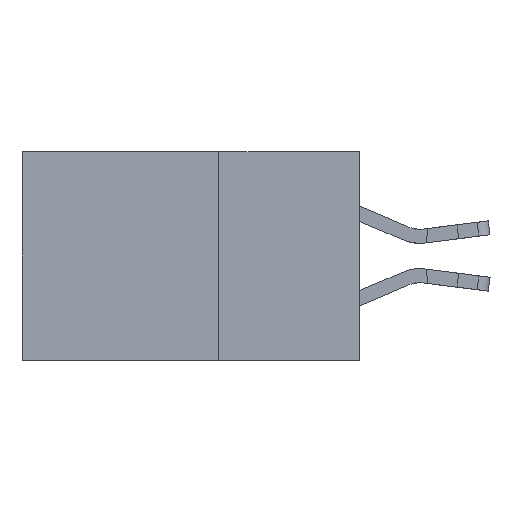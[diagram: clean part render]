
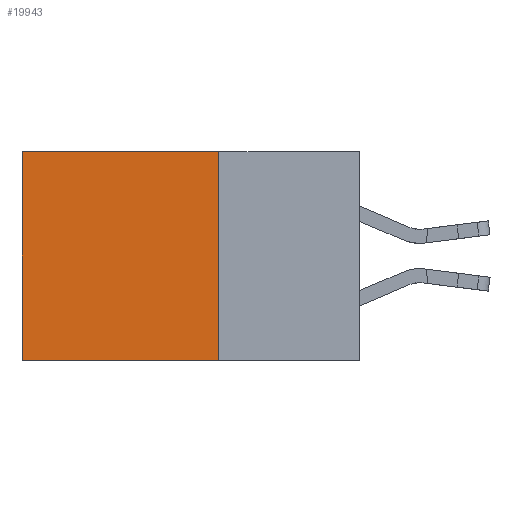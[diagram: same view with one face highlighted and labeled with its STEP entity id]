
A CAD part, left-side view. The second image highlights one B-rep face of the part: STEP entity #19943.
In plain terms, the highlighted planar face has unit normal (-1, 0, 0).
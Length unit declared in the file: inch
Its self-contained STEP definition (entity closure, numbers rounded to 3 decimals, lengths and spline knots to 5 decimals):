
#54 = DIRECTION ( 'NONE',  ( 1., 0., 0. ) ) ;
#634 = DIRECTION ( 'NONE',  ( 0., 1., 0. ) ) ;
#1696 = VECTOR ( 'NONE', #17755, 39.37008 ) ;
#1832 = ORIENTED_EDGE ( 'NONE', *, *, #11864, .F. ) ;
#2231 = VERTEX_POINT ( 'NONE', #28564 ) ;
#3643 = ORIENTED_EDGE ( 'NONE', *, *, #20639, .T. ) ;
#4633 = DIRECTION ( 'NONE',  ( 0., 1., 0. ) ) ;
#5830 = ORIENTED_EDGE ( 'NONE', *, *, #34980, .F. ) ;
#8734 = CARTESIAN_POINT ( 'NONE',  ( 0.2875, 0.25, -0.37 ) ) ;
#9151 = VERTEX_POINT ( 'NONE', #27930 ) ;
#10031 = LINE ( 'NONE', #15911, #12225 ) ;
#11032 = VECTOR ( 'NONE', #4633, 39.37008 ) ;
#11357 = LINE ( 'NONE', #28721, #1696 ) ;
#11864 = EDGE_CURVE ( 'NONE', #17264, #12229, #10031, .T. ) ;
#11993 = AXIS2_PLACEMENT_3D ( 'NONE', #27737, #54, #19738 ) ;
#12225 = VECTOR ( 'NONE', #12944, 39.37008 ) ;
#12229 = VERTEX_POINT ( 'NONE', #8734 ) ;
#12944 = DIRECTION ( 'NONE',  ( 0., 0., -1. ) ) ;
#15911 = CARTESIAN_POINT ( 'NONE',  ( 0.2875, 0.25, 0. ) ) ;
#16578 = VECTOR ( 'NONE', #634, 39.37008 ) ;
#17264 = VERTEX_POINT ( 'NONE', #28254 ) ;
#17755 = DIRECTION ( 'NONE',  ( 0., 0., -1. ) ) ;
#18331 = ORIENTED_EDGE ( 'NONE', *, *, #28072, .T. ) ;
#19738 = DIRECTION ( 'NONE',  ( 0., 0., -1. ) ) ;
#19943 = ADVANCED_FACE ( 'NONE', ( #23254 ), #28016, .F. ) ;
#20639 = EDGE_CURVE ( 'NONE', #9151, #2231, #11357, .T. ) ;
#22896 = LINE ( 'NONE', #27002, #11032 ) ;
#23254 = FACE_OUTER_BOUND ( 'NONE', #24077, .T. ) ;
#24040 = LINE ( 'NONE', #31554, #16578 ) ;
#24077 = EDGE_LOOP ( 'NONE', ( #3643, #5830, #1832, #18331 ) ) ;
#27002 = CARTESIAN_POINT ( 'NONE',  ( 0.2875, 0.25, 0. ) ) ;
#27737 = CARTESIAN_POINT ( 'NONE',  ( 0.2875, 0.25, 0. ) ) ;
#27930 = CARTESIAN_POINT ( 'NONE',  ( 0.2875, 0.6, 0. ) ) ;
#28016 = PLANE ( 'NONE',  #11993 ) ;
#28072 = EDGE_CURVE ( 'NONE', #17264, #9151, #22896, .T. ) ;
#28254 = CARTESIAN_POINT ( 'NONE',  ( 0.2875, 0.25, 0. ) ) ;
#28564 = CARTESIAN_POINT ( 'NONE',  ( 0.2875, 0.6, -0.37 ) ) ;
#28721 = CARTESIAN_POINT ( 'NONE',  ( 0.2875, 0.6, 0. ) ) ;
#31554 = CARTESIAN_POINT ( 'NONE',  ( 0.2875, 0.25, -0.37 ) ) ;
#34980 = EDGE_CURVE ( 'NONE', #12229, #2231, #24040, .T. ) ;
